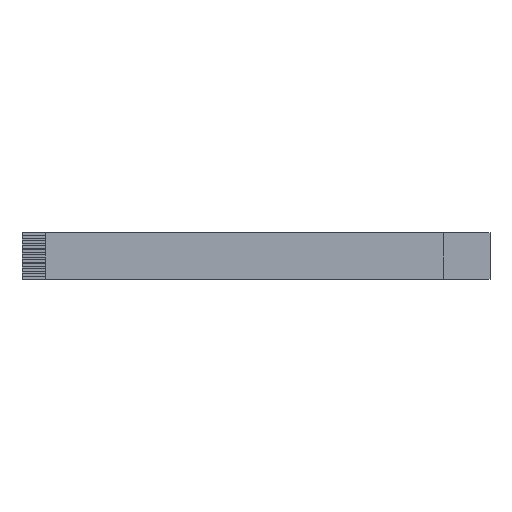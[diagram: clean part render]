
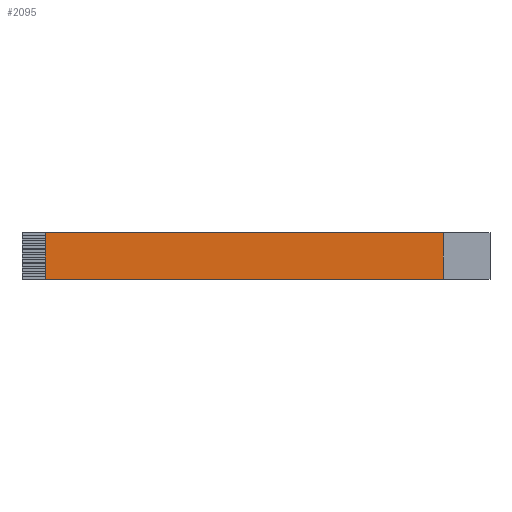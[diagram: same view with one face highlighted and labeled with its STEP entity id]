
A CAD part, top view. The second image highlights one B-rep face of the part: STEP entity #2095.
In plain terms, the highlighted planar face has unit normal (0, 0, 1).
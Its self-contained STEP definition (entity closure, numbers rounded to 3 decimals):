
#173=ORIENTED_EDGE('',*,*,#608,.F.);
#174=ORIENTED_EDGE('',*,*,#544,.F.);
#175=ORIENTED_EDGE('',*,*,#609,.T.);
#176=ORIENTED_EDGE('',*,*,#534,.T.);
#534=EDGE_CURVE('',#758,#757,#893,.T.);
#544=EDGE_CURVE('',#765,#709,#902,.T.);
#608=EDGE_CURVE('',#709,#757,#966,.T.);
#609=EDGE_CURVE('',#765,#758,#967,.T.);
#709=VERTEX_POINT('',#2609);
#757=VERTEX_POINT('',#2715);
#758=VERTEX_POINT('',#2717);
#765=VERTEX_POINT('',#2736);
#893=LINE('',#2716,#1115);
#902=LINE('',#2737,#1124);
#966=LINE('',#2873,#1188);
#967=LINE('',#2874,#1189);
#1115=VECTOR('',#2287,1000.);
#1124=VECTOR('',#2298,1000.);
#1188=VECTOR('',#2402,1000.);
#1189=VECTOR('',#2403,1000.);
#1311=EDGE_LOOP('',(#173,#174,#175,#176));
#1385=FACE_BOUND('',#1311,.T.);
#1459=PLANE('',#2176);
#2095=ADVANCED_FACE('',(#1385),#1459,.F.);
#2176=AXIS2_PLACEMENT_3D('',#2872,#2400,#2401);
#2287=DIRECTION('',(1.,0.,0.));
#2298=DIRECTION('',(1.,0.,0.));
#2400=DIRECTION('',(0.,0.,-1.));
#2401=DIRECTION('',(-1.,0.,0.));
#2402=DIRECTION('',(0.,-1.,0.));
#2403=DIRECTION('',(0.,-1.,0.));
#2609=CARTESIAN_POINT('',(40.,5.,0.095));
#2715=CARTESIAN_POINT('',(40.,-5.,0.095));
#2716=CARTESIAN_POINT('',(-45.,-5.,0.095));
#2717=CARTESIAN_POINT('',(-45.,-5.,0.095));
#2736=CARTESIAN_POINT('',(-45.,5.,0.095));
#2737=CARTESIAN_POINT('',(-45.,5.,0.095));
#2872=CARTESIAN_POINT('',(-45.,5.,0.095));
#2873=CARTESIAN_POINT('',(40.,5.,0.095));
#2874=CARTESIAN_POINT('',(-45.,5.,0.095));
